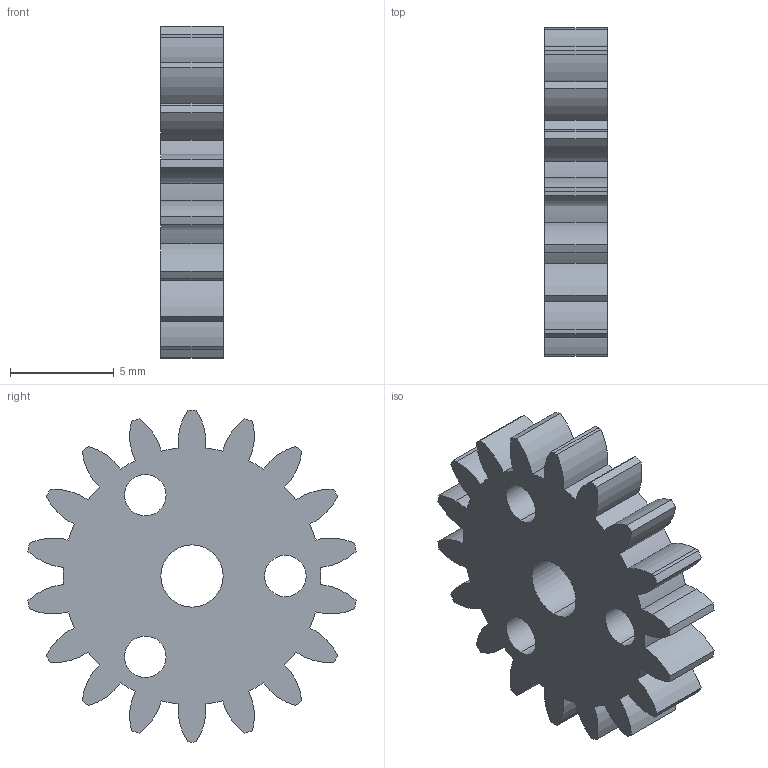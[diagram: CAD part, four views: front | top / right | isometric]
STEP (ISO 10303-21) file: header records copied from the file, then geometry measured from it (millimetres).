
FILE_DESCRIPTION (( 'STEP AP203' ), '1' );
FILE_NAME ('標蛈喘謫_0.8_18.STEP', '2024-03-23T17:03:19', ( '' ), ( '' ), 'SwSTEP 2.0', 'SolidWorks 2021', '' );
FILE_SCHEMA (( 'CONFIG_CONTROL_DESIGN' ));
Length unit declared in the file: millimetre
Products named in the file (1): 標蛈喘謫_0.8_18
Bounding box: 3 x 15.82 x 16 mm (x, y, z)
Volume: 419.2 mm3; surface area: 638.3 mm2
Topology: 1 solids, 1 shells, 87 faces, 255 edges, 170 vertices
Faces by surface type: cylinder 85, plane 2
Entity records: 3092 total; most frequent: DIRECTION 601, CARTESIAN_POINT 513, ORIENTED_EDGE 510, AXIS2_PLACEMENT_3D 258, EDGE_CURVE 255, CIRCLE 170, VERTEX_POINT 170, EDGE_LOOP 95
